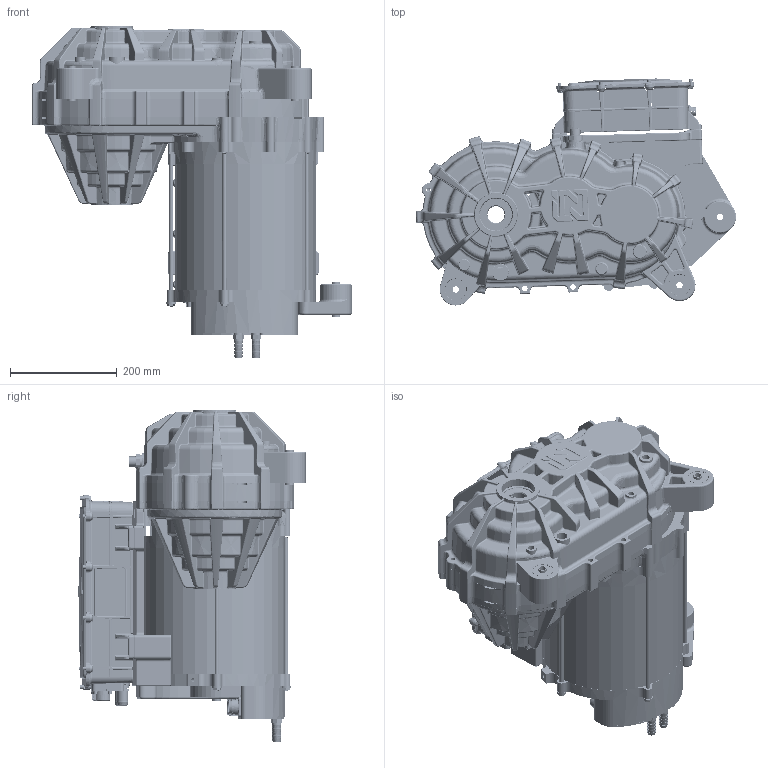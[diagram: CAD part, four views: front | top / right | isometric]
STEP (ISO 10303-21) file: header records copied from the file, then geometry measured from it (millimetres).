
FILE_DESCRIPTION (( 'STEP AP203' ), '1' );
FILE_NAME ('rDA4001-5U-100.STEP', '2025-11-04T10:18:14', ( '' ), ( '' ), 'SwSTEP 2.0', 'SolidWorks 2024', '' );
FILE_SCHEMA (( 'CONFIG_CONTROL_DESIGN' ));
Length unit declared in the file: millimetre
Products named in the file (1): rDA4001-5U-100
Bounding box: 599.81 x 425.81 x 622.1 mm (x, y, z)
Surface area: 2067501.6 mm2 (no closed solid volume)
Topology: 0 solids, 213 shells, 5400 faces, 19246 edges, 13485 vertices
Faces by surface type: cylinder 1721, bspline 1337, plane 1227, torus 674, cone 380, sphere 61
Entity records: 319307 total; most frequent: CARTESIAN_POINT 173377, ORIENTED_EDGE 30018, DIRECTION 26289, EDGE_CURVE 19160, VERTEX_POINT 13485, AXIS2_PLACEMENT_3D 10273, B_SPLINE_CURVE_WITH_KNOTS 6700, CIRCLE 6209
